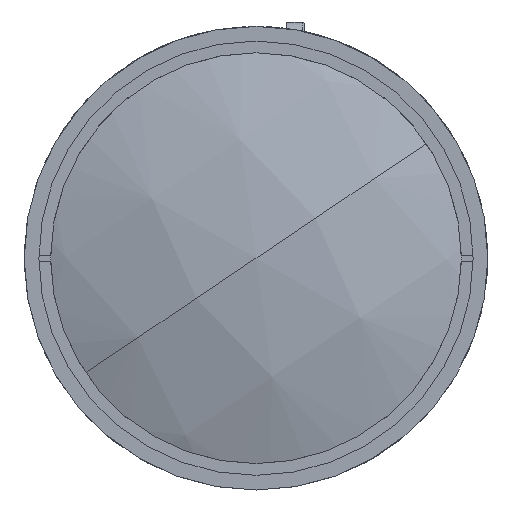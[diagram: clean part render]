
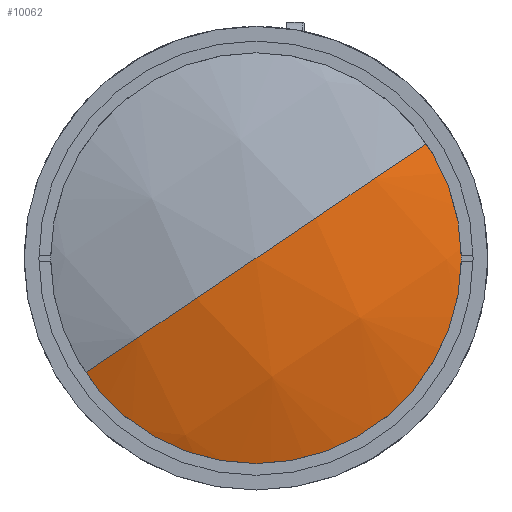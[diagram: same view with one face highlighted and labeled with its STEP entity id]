
A CAD part, left-side view. The second image highlights one B-rep face of the part: STEP entity #10062.
In plain terms, the highlighted spherical face has radius 102.234 mm.
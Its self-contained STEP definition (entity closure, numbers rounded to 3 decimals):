
#83 = VERTEX_POINT ( 'NONE', #810 ) ;
#810 = CARTESIAN_POINT ( 'NONE',  ( 1., 0., 0. ) ) ;
#2696 = FACE_OUTER_BOUND ( 'NONE', #12765, .T. ) ;
#2705 = CIRCLE ( 'NONE', #15980, 102.234 ) ;
#3518 = DIRECTION ( 'NONE',  ( 0., 0.558, 0.83 ) ) ;
#4772 = CARTESIAN_POINT ( 'NONE',  ( 103.234, 0., 0. ) ) ;
#4900 = CARTESIAN_POINT ( 'NONE',  ( 7.548, 29.871, -20.093 ) ) ;
#5238 = ORIENTED_EDGE ( 'NONE', *, *, #5922, .T. ) ;
#5581 = AXIS2_PLACEMENT_3D ( 'NONE', #4772, #16350, #6436 ) ;
#5725 = VERTEX_POINT ( 'NONE', #15237 ) ;
#5922 = EDGE_CURVE ( 'NONE', #5725, #83, #14685, .T. ) ;
#5990 = DIRECTION ( 'NONE',  ( 0., 0.558, 0.83 ) ) ;
#6436 = DIRECTION ( 'NONE',  ( 0., 0.83, -0.558 ) ) ;
#7797 = AXIS2_PLACEMENT_3D ( 'NONE', #14256, #5990, #17587 ) ;
#8801 = AXIS2_PLACEMENT_3D ( 'NONE', #9628, #21235, #11284 ) ;
#9628 = CARTESIAN_POINT ( 'NONE',  ( 7.548, 0., 0. ) ) ;
#10062 = ADVANCED_FACE ( 'NONE', ( #2696 ), #19801, .T. ) ;
#11284 = DIRECTION ( 'NONE',  ( 0., 0.558, 0.83 ) ) ;
#12765 = EDGE_LOOP ( 'NONE', ( #19943, #20549, #5238 ) ) ;
#13460 = CARTESIAN_POINT ( 'NONE',  ( 103.234, 0., 0. ) ) ;
#14256 = CARTESIAN_POINT ( 'NONE',  ( 103.234, 0., 0. ) ) ;
#14477 = EDGE_CURVE ( 'NONE', #20713, #83, #2705, .T. ) ;
#14685 = CIRCLE ( 'NONE', #5581, 102.234 ) ;
#15106 = DIRECTION ( 'NONE',  ( 0., -0.83, 0.558 ) ) ;
#15237 = CARTESIAN_POINT ( 'NONE',  ( 7.548, -29.871, 20.093 ) ) ;
#15980 = AXIS2_PLACEMENT_3D ( 'NONE', #13460, #3518, #15106 ) ;
#16350 = DIRECTION ( 'NONE',  ( 0., -0.558, -0.83 ) ) ;
#17587 = DIRECTION ( 'NONE',  ( 0., -0.83, 0.558 ) ) ;
#19801 = SPHERICAL_SURFACE ( 'NONE', #7797, 102.234 ) ;
#19943 = ORIENTED_EDGE ( 'NONE', *, *, #14477, .F. ) ;
#20275 = EDGE_CURVE ( 'NONE', #20713, #5725, #21553, .T. ) ;
#20549 = ORIENTED_EDGE ( 'NONE', *, *, #20275, .T. ) ;
#20713 = VERTEX_POINT ( 'NONE', #4900 ) ;
#21235 = DIRECTION ( 'NONE',  ( -1., 0., 0. ) ) ;
#21553 = CIRCLE ( 'NONE', #8801, 36. ) ;
